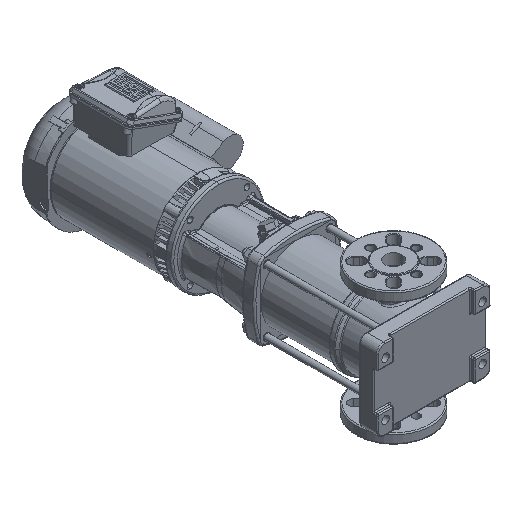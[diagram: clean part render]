
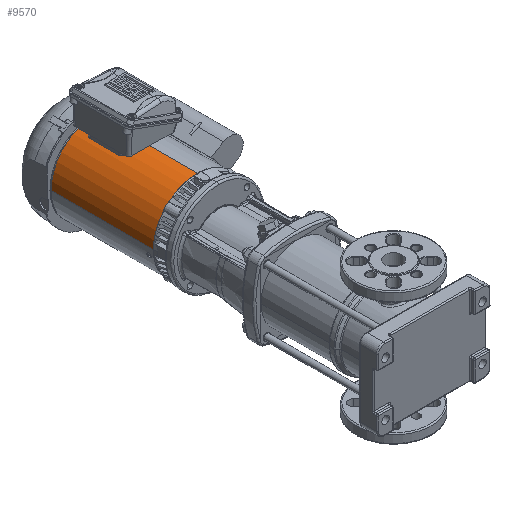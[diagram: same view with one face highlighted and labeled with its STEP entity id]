
A CAD part, isometric view. The second image highlights one B-rep face of the part: STEP entity #9570.
In plain terms, the highlighted cylindrical face has radius 81.875 mm (diameter 163.75 mm), a partial arc.
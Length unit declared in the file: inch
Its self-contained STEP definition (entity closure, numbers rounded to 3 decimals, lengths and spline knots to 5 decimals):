
#2246 = CARTESIAN_POINT ( 'NONE',  ( 0., -3.22343, 0.00056 ) ) ;
#9570 = ADVANCED_FACE ( 'NONE', ( #57210 ), #49604, .T. ) ;
#10103 = CARTESIAN_POINT ( 'NONE',  ( 21.34368, -3.22343, 0.00056 ) ) ;
#10810 = CIRCLE ( 'NONE', #99189, 3.22343 ) ;
#11709 = DIRECTION ( 'NONE',  ( -1., 0., 0. ) ) ;
#23277 = ORIENTED_EDGE ( 'NONE', *, *, #97807, .T. ) ;
#24095 = DIRECTION ( 'NONE',  ( 0., 0., 1. ) ) ;
#24445 = VERTEX_POINT ( 'NONE', #2246 ) ;
#28629 = AXIS2_PLACEMENT_3D ( 'NONE', #50561, #59243, #84213 ) ;
#31774 = VERTEX_POINT ( 'NONE', #87178 ) ;
#33856 = LINE ( 'NONE', #34391, #44489 ) ;
#34391 = CARTESIAN_POINT ( 'NONE',  ( 21.34368, 0., 3.22343 ) ) ;
#35644 = VERTEX_POINT ( 'NONE', #90067 ) ;
#44371 = EDGE_CURVE ( 'NONE', #35644, #31774, #33856, .T. ) ;
#44489 = VECTOR ( 'NONE', #100606, 39.37008 ) ;
#46269 = ORIENTED_EDGE ( 'NONE', *, *, #78145, .T. ) ;
#49604 = CYLINDRICAL_SURFACE ( 'NONE', #86720, 3.22343 ) ;
#50561 = CARTESIAN_POINT ( 'NONE',  ( 0., 0., 0. ) ) ;
#56826 = LINE ( 'NONE', #10103, #88736 ) ;
#57210 = FACE_OUTER_BOUND ( 'NONE', #85049, .T. ) ;
#59243 = DIRECTION ( 'NONE',  ( -1., 0., 0. ) ) ;
#59476 = CARTESIAN_POINT ( 'NONE',  ( -7.48031, 0., 0. ) ) ;
#71110 = ORIENTED_EDGE ( 'NONE', *, *, #44371, .T. ) ;
#77050 = CARTESIAN_POINT ( 'NONE',  ( -7.48031, -3.22343, 0.00056 ) ) ;
#77356 = DIRECTION ( 'NONE',  ( 1., 0., 0. ) ) ;
#78145 = EDGE_CURVE ( 'NONE', #31774, #85988, #10810, .T. ) ;
#81117 = CARTESIAN_POINT ( 'NONE',  ( 21.34368, 0., 0. ) ) ;
#84213 = DIRECTION ( 'NONE',  ( 0., 0., -1. ) ) ;
#85049 = EDGE_LOOP ( 'NONE', ( #23277, #71110, #46269, #106653 ) ) ;
#85988 = VERTEX_POINT ( 'NONE', #77050 ) ;
#86720 = AXIS2_PLACEMENT_3D ( 'NONE', #81117, #106577, #24095 ) ;
#87178 = CARTESIAN_POINT ( 'NONE',  ( -7.48031, 0., 3.22343 ) ) ;
#88736 = VECTOR ( 'NONE', #11709, 39.37008 ) ;
#90067 = CARTESIAN_POINT ( 'NONE',  ( 0., 0., 3.22343 ) ) ;
#97807 = EDGE_CURVE ( 'NONE', #24445, #35644, #103187, .T. ) ;
#99189 = AXIS2_PLACEMENT_3D ( 'NONE', #59476, #77356, #102287 ) ;
#100606 = DIRECTION ( 'NONE',  ( -1., 0., 0. ) ) ;
#102287 = DIRECTION ( 'NONE',  ( 0., 0., 1. ) ) ;
#103187 = CIRCLE ( 'NONE', #28629, 3.22343 ) ;
#106015 = EDGE_CURVE ( 'NONE', #24445, #85988, #56826, .T. ) ;
#106577 = DIRECTION ( 'NONE',  ( -1., 0., 0. ) ) ;
#106653 = ORIENTED_EDGE ( 'NONE', *, *, #106015, .F. ) ;
